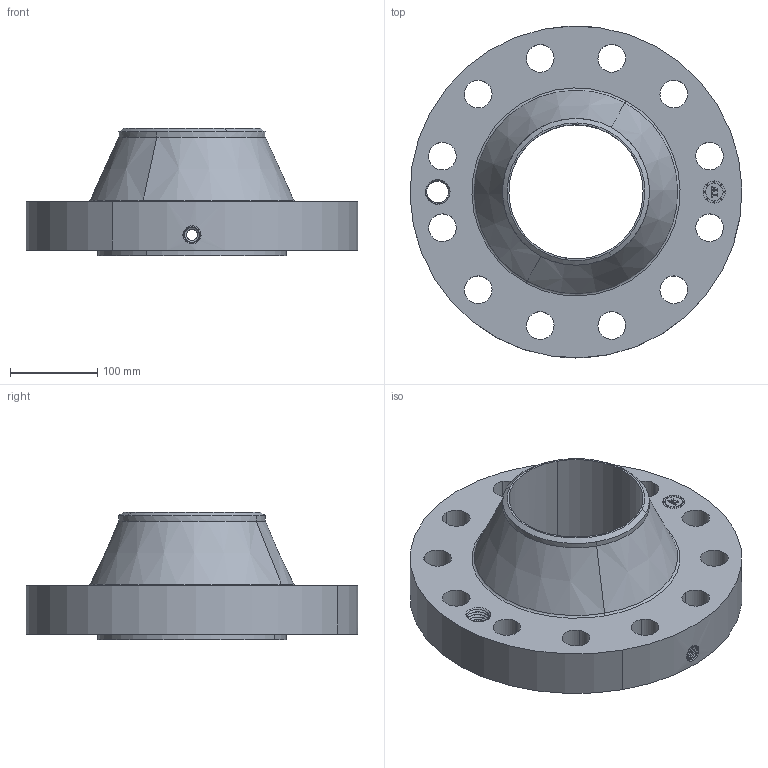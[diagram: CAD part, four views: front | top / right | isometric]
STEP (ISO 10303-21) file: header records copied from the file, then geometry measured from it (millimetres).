
FILE_DESCRIPTION(('3D STEP'),'2;1');
FILE_NAME('6-900-RF-WELD-NECK-STD-ORIF-FLANGE.stp','2013-11-02T20:42:57+00:00',('Texas Flange'),(''),'CATIA Version 5 Release 20 SP 6 (IN-10)','CATIA V5 STEP AP214','800-826-3801');
FILE_SCHEMA(('AUTOMOTIVE_DESIGN { 1 0 10303 214 1 1 1 1 }'));
Length unit declared in the file: inch
Products named in the file (1): 6-900-RF-WELD-NECK-STD-ORIF-FLANGE
Bounding box: 380.89 x 381 x 146.05 mm (x, y, z)
Volume: 5862737.7 mm3; surface area: 430553.7 mm2
Topology: 1 solids, 1 shells, 780 faces, 2120 edges, 1361 vertices
Faces by surface type: plane 369, bspline 253, cylinder 102, cone 50, revolution 4, torus 2
Entity records: 32727 total; most frequent: CARTESIAN_POINT 13313, ORIENTED_EDGE 4240, EDGE_CURVE 2120, DIRECTION 2103, VERTEX_POINT 1361, VECTOR 1191, LINE 1191, EDGE_LOOP 831
